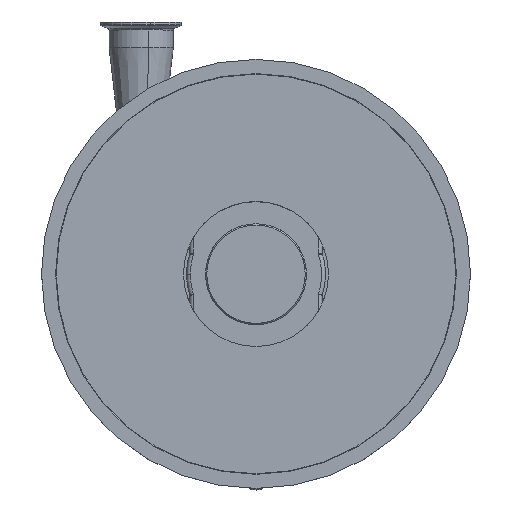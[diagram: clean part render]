
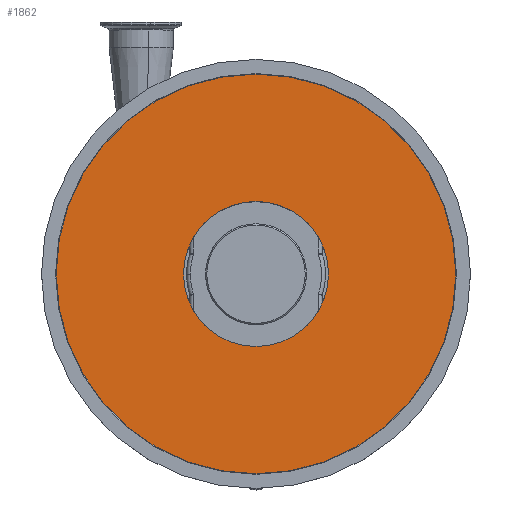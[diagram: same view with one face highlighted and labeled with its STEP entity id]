
A CAD part, top view. The second image highlights one B-rep face of the part: STEP entity #1862.
In plain terms, the highlighted planar face has unit normal (0, 0, 1).
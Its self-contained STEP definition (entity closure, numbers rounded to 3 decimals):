
#464 = CARTESIAN_POINT ( 'NONE',  ( 0., 0., -9. ) ) ;
#995 = ORIENTED_EDGE ( 'NONE', *, *, #11597, .F. ) ;
#1483 = ORIENTED_EDGE ( 'NONE', *, *, #12397, .T. ) ;
#1659 = FACE_BOUND ( 'NONE', #8194, .T. ) ;
#1771 = DIRECTION ( 'NONE',  ( 1., 0., 0. ) ) ;
#1794 = CARTESIAN_POINT ( 'NONE',  ( 0., 0., -9. ) ) ;
#1803 = CIRCLE ( 'NONE', #5006, 158.4 ) ;
#1811 = AXIS2_PLACEMENT_3D ( 'NONE', #464, #3681, #8537 ) ;
#1862 = ADVANCED_FACE ( 'NONE', ( #4519, #1659 ), #10950, .T. ) ;
#2446 = EDGE_CURVE ( 'NONE', #9354, #8923, #6808, .T. ) ;
#3160 = CARTESIAN_POINT ( 'NONE',  ( -158.4, 0., -9. ) ) ;
#3355 = CARTESIAN_POINT ( 'NONE',  ( -57.5, 0., -9. ) ) ;
#3681 = DIRECTION ( 'NONE',  ( 0., 0., 1. ) ) ;
#4519 = FACE_OUTER_BOUND ( 'NONE', #5085, .T. ) ;
#4662 = VERTEX_POINT ( 'NONE', #3160 ) ;
#5006 = AXIS2_PLACEMENT_3D ( 'NONE', #6848, #10955, #10819 ) ;
#5085 = EDGE_LOOP ( 'NONE', ( #1483, #12572 ) ) ;
#5316 = AXIS2_PLACEMENT_3D ( 'NONE', #1794, #8580, #5786 ) ;
#5786 = DIRECTION ( 'NONE',  ( 1., 0., 0. ) ) ;
#5825 = CARTESIAN_POINT ( 'NONE',  ( 158.4, 0., -9. ) ) ;
#6006 = CARTESIAN_POINT ( 'NONE',  ( 0., 0., -9. ) ) ;
#6793 = DIRECTION ( 'NONE',  ( 0., 0., 1. ) ) ;
#6808 = CIRCLE ( 'NONE', #13239, 57.5 ) ;
#6848 = CARTESIAN_POINT ( 'NONE',  ( 0., 0., -9. ) ) ;
#7061 = EDGE_CURVE ( 'NONE', #4662, #13171, #12685, .T. ) ;
#7114 = CIRCLE ( 'NONE', #9447, 57.5 ) ;
#8194 = EDGE_LOOP ( 'NONE', ( #13057, #995 ) ) ;
#8537 = DIRECTION ( 'NONE',  ( 1., 0., 0. ) ) ;
#8580 = DIRECTION ( 'NONE',  ( 0., 0., 1. ) ) ;
#8923 = VERTEX_POINT ( 'NONE', #3355 ) ;
#9354 = VERTEX_POINT ( 'NONE', #12772 ) ;
#9447 = AXIS2_PLACEMENT_3D ( 'NONE', #6006, #6793, #12962 ) ;
#10057 = CARTESIAN_POINT ( 'NONE',  ( 0., 0., -9. ) ) ;
#10819 = DIRECTION ( 'NONE',  ( 1., 0., 0. ) ) ;
#10950 = PLANE ( 'NONE',  #5316 ) ;
#10955 = DIRECTION ( 'NONE',  ( 0., 0., 1. ) ) ;
#11597 = EDGE_CURVE ( 'NONE', #8923, #9354, #7114, .T. ) ;
#11867 = DIRECTION ( 'NONE',  ( 0., 0., 1. ) ) ;
#12397 = EDGE_CURVE ( 'NONE', #13171, #4662, #1803, .T. ) ;
#12572 = ORIENTED_EDGE ( 'NONE', *, *, #7061, .T. ) ;
#12685 = CIRCLE ( 'NONE', #1811, 158.4 ) ;
#12772 = CARTESIAN_POINT ( 'NONE',  ( 57.5, 0., -9. ) ) ;
#12962 = DIRECTION ( 'NONE',  ( 1., 0., 0. ) ) ;
#13057 = ORIENTED_EDGE ( 'NONE', *, *, #2446, .F. ) ;
#13171 = VERTEX_POINT ( 'NONE', #5825 ) ;
#13239 = AXIS2_PLACEMENT_3D ( 'NONE', #10057, #11867, #1771 ) ;
